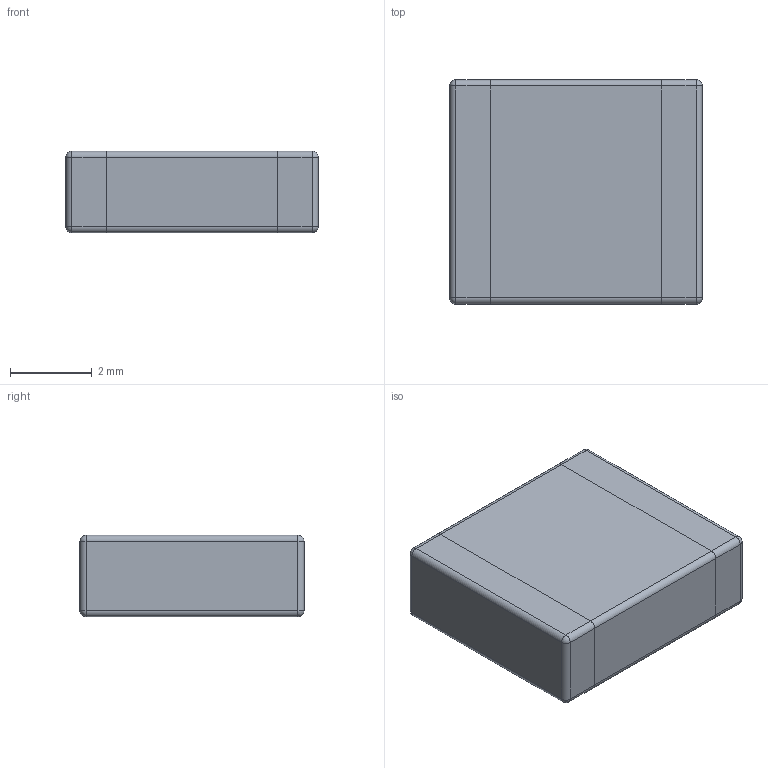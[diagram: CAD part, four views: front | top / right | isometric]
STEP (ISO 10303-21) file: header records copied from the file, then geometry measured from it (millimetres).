
FILE_DESCRIPTION(/* description */ (''),/* implementation_level */ '2;1');
FILE_NAME(/* name */ 'OP series_2220.stp',/* time_stamp */ '2017-10-17T08:40:42+02:00',/* author */ ('W3'),/* organization */ ('EXXELIA TECHNOLOGIES'),/* preprocessor_version */ 'ST-DEVELOPER v16.5',/* originating_system */ 'Autodesk Inventor 2017',/* authorisation */ 'CONFIDENTIAL EXXELIA');
FILE_SCHEMA (('CONFIG_CONTROL_DESIGN'));
Length unit declared in the file: millimetre
Products named in the file (1): OP series_2220
Bounding box: 6.2 x 5.5 x 2 mm (x, y, z)
Volume: 67.9 mm3; surface area: 155.4 mm2
Topology: 3 solids, 3 shells, 46 faces, 96 edges, 56 vertices
Faces by surface type: cylinder 20, plane 18, sphere 8
Entity records: 1243 total; most frequent: DIRECTION 230, CARTESIAN_POINT 199, ORIENTED_EDGE 192, EDGE_CURVE 96, AXIS2_PLACEMENT_3D 87, LINE 56, VECTOR 56, VERTEX_POINT 56
